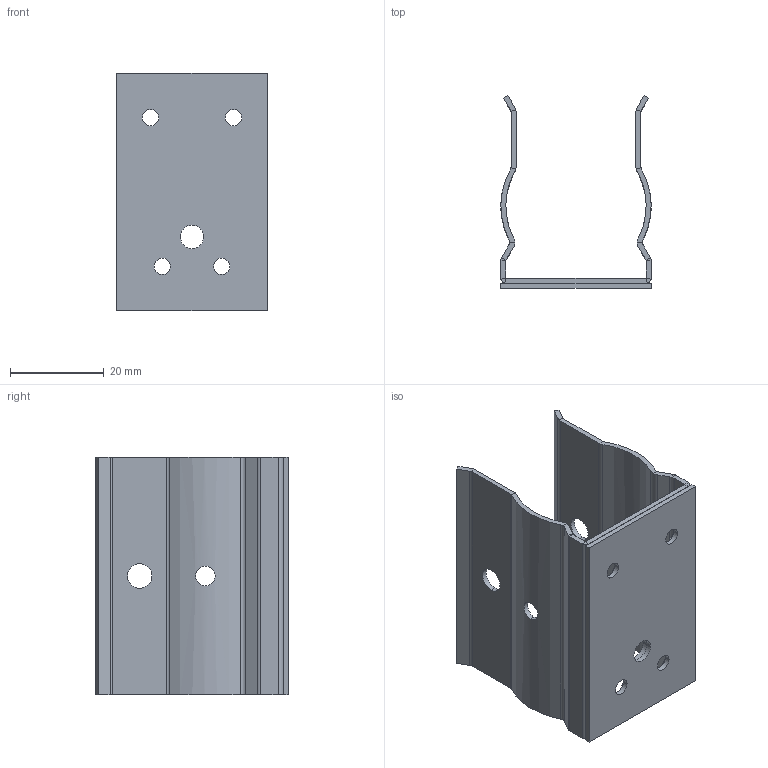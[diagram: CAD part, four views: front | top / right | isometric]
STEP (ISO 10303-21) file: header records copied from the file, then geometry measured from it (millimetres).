
FILE_DESCRIPTION((''),'2;1');
FILE_NAME('164961_SW','2012-06-20T',('banengservice'),('BANNER ENGINEERING'),'PRO/ENGINEER BY PARAMETRIC TECHNOLOGY CORPORATION, 2009141','PRO/ENGINEER BY PARAMETRIC TECHNOLOGY CORPORATION, 2009141','');
FILE_SCHEMA(('CONFIG_CONTROL_DESIGN'));
Length unit declared in the file: inch
Products named in the file (1): 164961_SW
Bounding box: 32.11 x 41.13 x 50.8 mm (x, y, z)
Volume: 7545.7 mm3; surface area: 14888.7 mm2
Topology: 2 solids, 2 shells, 102 faces, 286 edges, 188 vertices
Faces by surface type: plane 52, cylinder 50
Entity records: 3504 total; most frequent: CARTESIAN_POINT 680, DIRECTION 598, ORIENTED_EDGE 572, EDGE_CURVE 286, AXIS2_PLACEMENT_3D 218, VERTEX_POINT 188, VECTOR 162, LINE 162
